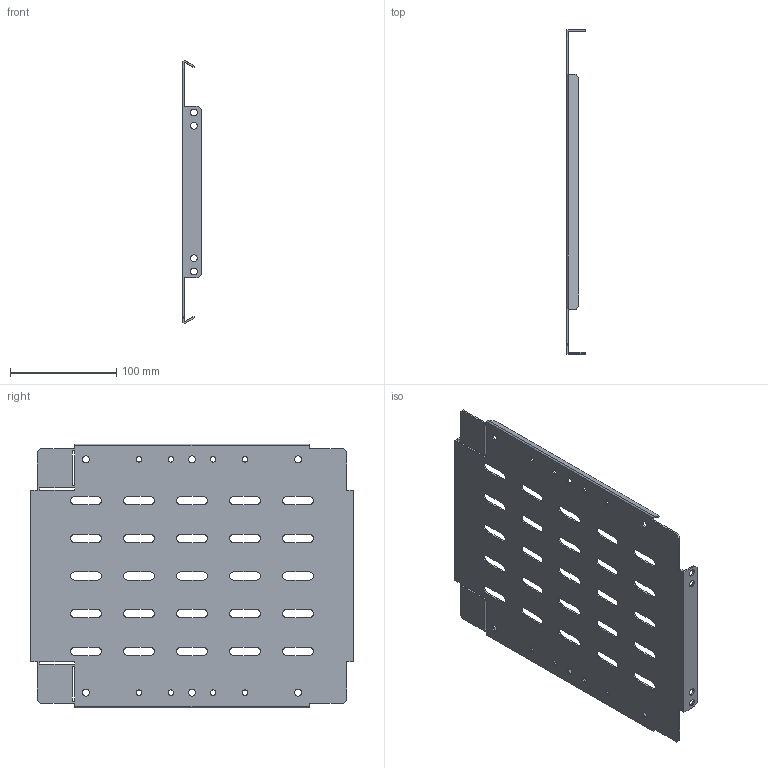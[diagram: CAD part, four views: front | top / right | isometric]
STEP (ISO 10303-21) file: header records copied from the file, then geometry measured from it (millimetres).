
FILE_DESCRIPTION (( 'STEP AP203' ), '1' );
FILE_NAME ('FO-00-SWV-025-040 FORMAT Ïåðåãîðîäêà ñåêöèîíèðîâàíèÿ âåðòèêàëüíàÿ 250õ400 IEK.STEP', '2024-07-04T10:50:56', ( '' ), ( '' ), 'SwSTEP 2.0', 'SolidWorks 2022', '' );
FILE_SCHEMA (( 'CONFIG_CONTROL_DESIGN' ));
Length unit declared in the file: millimetre
Products named in the file (1): FO-00-SWV-025-040 FORMAT Перегородка секционирования вертикальная 250х400 IEK
Bounding box: 17.5 x 305.5 x 248.93 mm (x, y, z)
Volume: 116417.3 mm3; surface area: 160584.4 mm2
Topology: 1 solids, 1 shells, 216 faces, 642 edges, 428 vertices
Faces by surface type: plane 122, cylinder 94
Entity records: 7555 total; most frequent: CARTESIAN_POINT 1287, ORIENTED_EDGE 1284, DIRECTION 1264, EDGE_CURVE 642, LINE 454, VECTOR 454, VERTEX_POINT 428, AXIS2_PLACEMENT_3D 405
